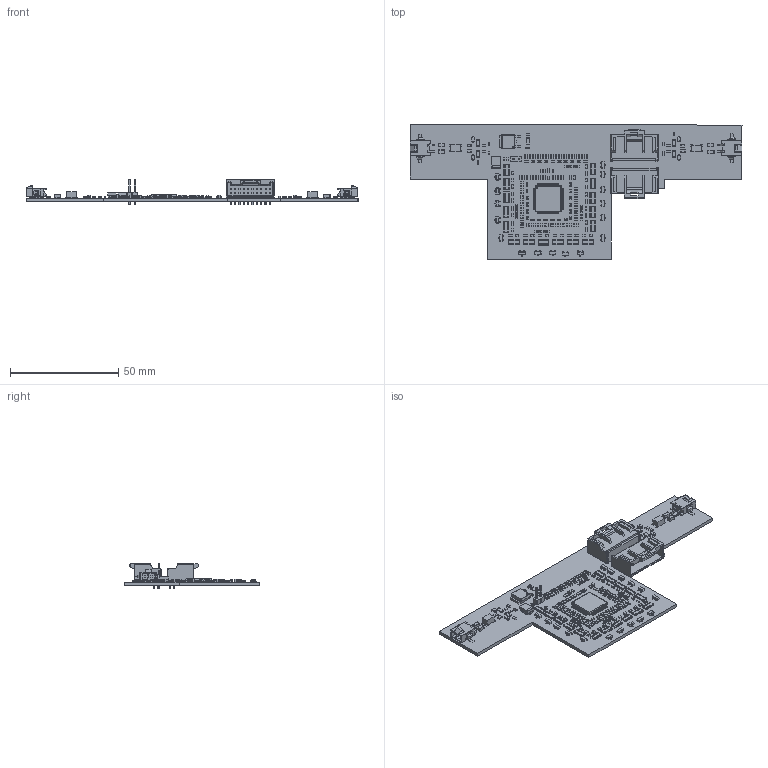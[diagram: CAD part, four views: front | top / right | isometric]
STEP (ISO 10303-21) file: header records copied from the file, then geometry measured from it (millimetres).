
FILE_DESCRIPTION(('KiCad electronic assembly'),'2;1');
FILE_NAME('FT25_AMS_Slave_fr.step','2024-12-02T14:48:42',('Pcbnew'),( 'Kicad'),'Open CASCADE STEP processor 7.7','KiCad to STEP converter' ,'Unknown');
FILE_SCHEMA(('AUTOMOTIVE_DESIGN { 1 0 10303 214 1 1 1 1 }'));
Length unit declared in the file: millimetre
Products named in the file (38): FT25_AMS_Slave_fr 1; R_0603_1608Metric; R_0805_2012Metric; C_0603_1608Metric; R_1206_3216Metric; R_1020_2550Metric; LED_0603_1608Metric; SMB_DIO; part; SOT-23; SOT_23; L_0603_1608Metric; C_1206_3216Metric; MJD31CAJ; Molex_iGrid_20p; 5018762040; DLW43SH101XK2L; ASSEMBLY; Micro_Mate-N-Lok_2p_horizontal; C-2-1445091-2; SD12C-01FTG; Download_STP_WE-SHC-36900000 (rev1); 36900000; LQFP-80_12x12mm_P0.5mm; LQFP_80_12x12mm_P05mm; PinHeader_1x02_P2.54mm_Vertical; PinHeader_1x02_P254mm_Vertical; FT25_AMS_Slave_fr_PCB
Assembly tree (233 placements, depth 3):
  FT25_AMS_Slave_fr 1
    R_0603_1608Metric  x79
      R_0603_1608Metric
    R_0805_2012Metric  x4
      R_0805_2012Metric
    C_0603_1608Metric  x54
      C_0603_1608Metric
    R_1206_3216Metric  x5
      R_1206_3216Metric
    R_1020_2550Metric  x16
      R_1020_2550Metric
    LED_0603_1608Metric  x17
      LED_0603_1608Metric
    SMB_DIO
      part
    SOT-23  x16
      SOT_23
    L_0603_1608Metric
      L_0603_1608Metric
    C_1206_3216Metric  x4
      C_1206_3216Metric
    MJD31CAJ
      MJD31CAJ
    Molex_iGrid_20p  x2
      5018762040
    DLW43SH101XK2L  x2
      ASSEMBLY
    Micro_Mate-N-Lok_2p_horizontal  x2
      C-2-1445091-2
    SD12C-01FTG  x4
      ASSEMBLY
    Download_STP_WE-SHC-36900000 (rev1)  x4
      36900000
    LQFP-80_12x12mm_P0.5mm
      LQFP_80_12x12mm_P05mm
    PinHeader_1x02_P2.54mm_Vertical
      PinHeader_1x02_P254mm_Vertical
    FT25_AMS_Slave_fr_PCB
Bounding box: 153.03 x 61.97 x 11.64 mm (x, y, z)
Volume: 12914.1 mm3; surface area: 20924 mm2
Topology: 238 solids, 238 shells, 10118 faces, 26492 edges, 17154 vertices
Faces by surface type: plane 6760, cylinder 2782, bspline 544, torus 20, cone 8, sphere 4
Full cylindrical faces by diameter (mm): 0.4 x25, 0.5 x1, 0.8 x40, 1 x2
Entity records: 98438 total; most frequent: CARTESIAN_POINT 18165, ORIENTED_EDGE 14080, DIRECTION 13760, EDGE_CURVE 7040, LINE 5584, VECTOR 5584, VERTEX_POINT 4512, AXIS2_PLACEMENT_3D 4088
